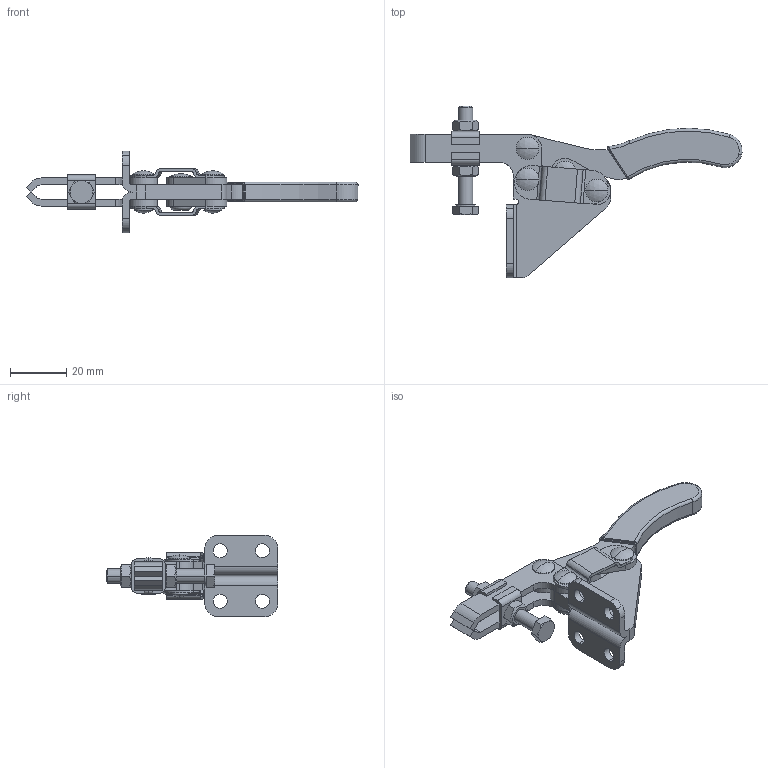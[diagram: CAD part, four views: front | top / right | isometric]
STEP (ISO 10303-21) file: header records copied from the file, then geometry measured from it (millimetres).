
FILE_DESCRIPTION((''),'2;1');
FILE_NAME('MH3UF.stp','2009-11-06T11:42:39',('David'),(''),'Autodesk Inventor 8','Autodesk Inventor 8','');
FILE_SCHEMA(('AUTOMOTIVE_DESIGN { 1 0 10303 214 1 1 1 1 }'));
Length unit declared in the file: millimetre
Products named in the file (8): MH3UF; MH3 F SIDEPLATE ASSEMBLY; MH3 HANDLE ASSEMBLY; MH3 LINK ASSEMBLY; MH3 U-BAR ASSEMBLY; MH3 GUARD ASSEMBLY; MH3 SLIDER ASSEMBLY; ISO 4017 -  M5 x 35
Assembly tree (7 placements, depth 2):
  MH3UF
    MH3 F SIDEPLATE ASSEMBLY
    MH3 HANDLE ASSEMBLY
    MH3 LINK ASSEMBLY
    MH3 U-BAR ASSEMBLY
    MH3 GUARD ASSEMBLY
    MH3 SLIDER ASSEMBLY
    ISO 4017 -  M5 x 35
Bounding box: 117.9 x 61 x 29 mm (x, y, z)
Volume: 17520 mm3; surface area: 15701.7 mm2
Topology: 11 solids, 13 shells, 356 faces, 907 edges, 598 vertices
Faces by surface type: cylinder 112, plane 107, bspline 89, torus 18, cone 18, sphere 12
Entity records: 12342 total; most frequent: CARTESIAN_POINT 3487, DIRECTION 1851, ORIENTED_EDGE 1814, EDGE_CURVE 907, AXIS2_PLACEMENT_3D 714, VERTEX_POINT 598, CIRCLE 432, VECTOR 423
